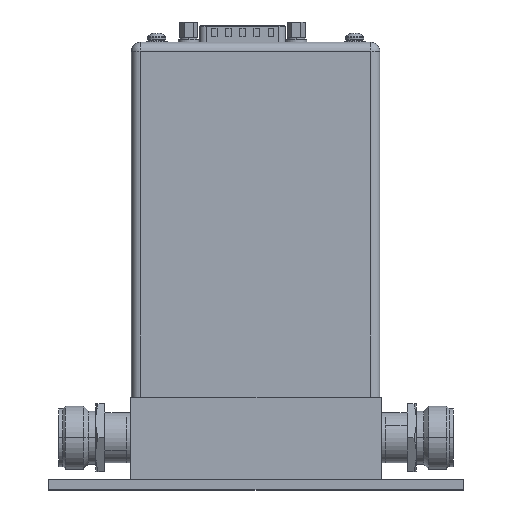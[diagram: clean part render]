
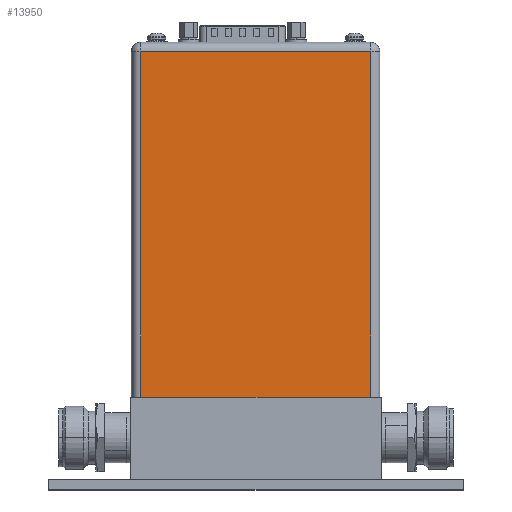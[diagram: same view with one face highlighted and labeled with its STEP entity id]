
A CAD part, top view. The second image highlights one B-rep face of the part: STEP entity #13950.
In plain terms, the highlighted planar face has unit normal (0, 0, 1).
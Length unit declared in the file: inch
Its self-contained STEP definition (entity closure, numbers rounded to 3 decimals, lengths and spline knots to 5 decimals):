
#12123=DIRECTION('',(1.,0.,0.));
#12124=VECTOR('',#12123,2.757);
#12125=CARTESIAN_POINT('',(-1.3785,0.,1.425));
#12126=LINE('',#12125,#12124);
#12810=DIRECTION('',(0.,-1.,0.));
#12811=VECTOR('',#12810,4.141);
#12812=CARTESIAN_POINT('',(1.3785,4.141,1.425));
#12813=LINE('',#12812,#12811);
#12817=DIRECTION('',(0.,-1.,0.));
#12818=VECTOR('',#12817,4.141);
#12819=CARTESIAN_POINT('',(-1.3785,4.141,1.425));
#12820=LINE('',#12819,#12818);
#12824=DIRECTION('',(1.,0.,0.));
#12825=VECTOR('',#12824,2.757);
#12826=CARTESIAN_POINT('',(-1.3785,4.141,1.425));
#12827=LINE('',#12826,#12825);
#13274=CARTESIAN_POINT('',(1.3785,0.,1.425));
#13276=VERTEX_POINT('',#13274);
#13277=CARTESIAN_POINT('',(1.3785,4.141,1.425));
#13278=VERTEX_POINT('',#13277);
#13289=CARTESIAN_POINT('',(-1.3785,0.,1.425));
#13291=VERTEX_POINT('',#13289);
#13293=CARTESIAN_POINT('',(-1.3785,4.141,1.425));
#13294=VERTEX_POINT('',#13293);
#13938=CARTESIAN_POINT('',(-1.4875,0.,1.425));
#13939=DIRECTION('',(0.,0.,1.));
#13940=DIRECTION('',(1.,0.,0.));
#13941=AXIS2_PLACEMENT_3D('',#13938,#13939,#13940);
#13942=PLANE('',#13941);
#13944=ORIENTED_EDGE('',*,*,#13943,.T.);
#13945=ORIENTED_EDGE('',*,*,#13416,.F.);
#13946=ORIENTED_EDGE('',*,*,#13907,.F.);
#13947=ORIENTED_EDGE('',*,*,#13929,.T.);
#13948=EDGE_LOOP('',(#13944,#13945,#13946,#13947));
#13949=FACE_OUTER_BOUND('',#13948,.F.);
#13950=ADVANCED_FACE('',(#13949),#13942,.T.);
#13416=EDGE_CURVE('',#13291,#13276,#12126,.T.);
#13907=EDGE_CURVE('',#13294,#13291,#12820,.T.);
#13929=EDGE_CURVE('',#13294,#13278,#12827,.T.);
#13943=EDGE_CURVE('',#13278,#13276,#12813,.T.);
